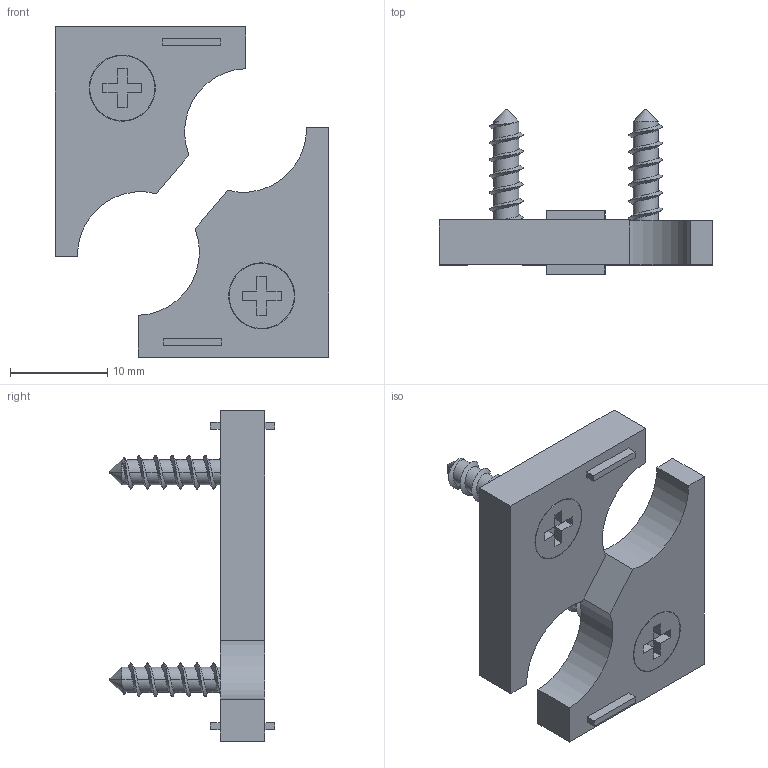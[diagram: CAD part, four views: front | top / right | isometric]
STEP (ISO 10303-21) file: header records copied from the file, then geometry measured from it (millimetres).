
FILE_DESCRIPTION(('Creo Elements/Direct Modeling STEP Export'),'2;1');
FILE_NAME('CR GND.stp','2013-07-19T11:11:18',(''),(''),'Creo Elements/Direct Modeling STEP processor for AP214 (Solid Model)','Creo Elements/Direct Modeling 18.0B 02-Dec-2011 (C) Parametric Technology GmbH','');
FILE_SCHEMA(('AUTOMOTIVE_DESIGN { 1 0 10303 214 1 1 1 1 }'));
Length unit declared in the file: millimetre
Products named in the file (3): CR_GND_1; CR_GND_2; CR_GND
Assembly tree (2 placements, depth 2):
  CR_GND
    CR_GND_2
    CR_GND_1
Bounding box: 28.13 x 17 x 33.95 mm (x, y, z)
Volume: 2722 mm3; surface area: 2224.4 mm2
Topology: 2 solids, 2 shells, 116 faces, 296 edges, 196 vertices
Faces by surface type: plane 66, cylinder 40, cone 6, bspline 4
Entity records: 12895 total; most frequent: CARTESIAN_POINT 9329, ORIENTED_EDGE 592, DIRECTION 408, EDGE_CURVE 296, VERTEX_POINT 196, VECTOR 170, LINE 170, EDGE_LOOP 128
